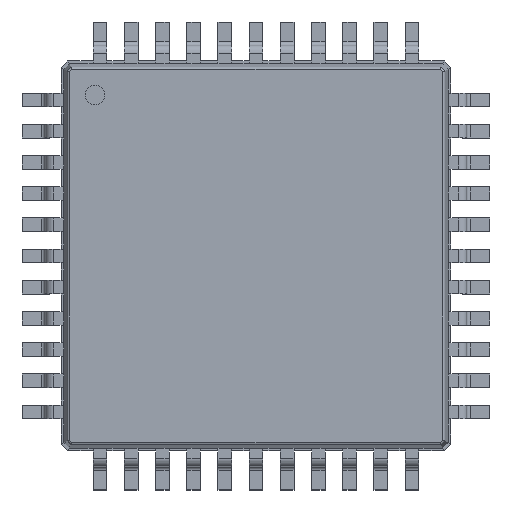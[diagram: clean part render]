
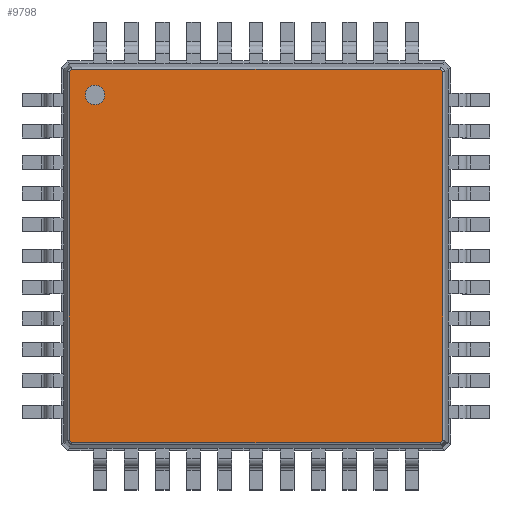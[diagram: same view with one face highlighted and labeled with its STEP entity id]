
A CAD part, top view. The second image highlights one B-rep face of the part: STEP entity #9798.
In plain terms, the highlighted planar face has unit normal (0, 0, 1).
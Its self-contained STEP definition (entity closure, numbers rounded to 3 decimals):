
#4760 = VERTEX_POINT('',#4761);
#4761 = CARTESIAN_POINT('',(4.724,-4.789,1.1));
#5051 = EDGE_CURVE('',#4760,#5052,#5054,.T.);
#5052 = VERTEX_POINT('',#5053);
#5053 = CARTESIAN_POINT('',(-4.724,-4.789,1.1));
#5054 = B_SPLINE_CURVE_WITH_KNOTS('',2,(#5055,#5056,#5057,#5058,#5059),
.UNSPECIFIED.,.F.,.F.,(3,1,1,3),(-0.505,-0.04,
9.52,9.984),.UNSPECIFIED.);
#5055 = CARTESIAN_POINT('',(5.244,-4.789,1.1));
#5056 = CARTESIAN_POINT('',(5.012,-4.789,1.1));
#5057 = CARTESIAN_POINT('',(0.,-4.789,1.1));
#5058 = CARTESIAN_POINT('',(-5.012,-4.789,1.1));
#5059 = CARTESIAN_POINT('',(-5.244,-4.789,1.1));
#9155 = EDGE_CURVE('',#5052,#9156,#9158,.T.);
#9156 = VERTEX_POINT('',#9157);
#9157 = CARTESIAN_POINT('',(-4.789,-4.724,1.1));
#9158 = B_SPLINE_CURVE_WITH_KNOTS('',2,(#9159,#9160,#9161,#9162,#9163),
.UNSPECIFIED.,.F.,.F.,(3,1,1,3),(-0.218,-0.04,
0.167,0.345),.UNSPECIFIED.);
#9159 = CARTESIAN_POINT('',(-4.557,-4.955,1.1));
#9160 = CARTESIAN_POINT('',(-4.62,-4.892,1.1));
#9161 = CARTESIAN_POINT('',(-4.756,-4.756,1.1));
#9162 = CARTESIAN_POINT('',(-4.892,-4.62,1.1));
#9163 = CARTESIAN_POINT('',(-4.955,-4.557,1.1));
#9476 = VERTEX_POINT('',#9477);
#9477 = CARTESIAN_POINT('',(4.789,-4.724,1.1));
#9773 = EDGE_CURVE('',#9476,#4760,#9774,.T.);
#9774 = B_SPLINE_CURVE_WITH_KNOTS('',2,(#9775,#9776,#9777,#9778,#9779),
.UNSPECIFIED.,.F.,.F.,(3,1,1,3),(-0.218,-0.04,
0.167,0.345),.UNSPECIFIED.);
#9775 = CARTESIAN_POINT('',(4.955,-4.557,1.1));
#9776 = CARTESIAN_POINT('',(4.892,-4.62,1.1));
#9777 = CARTESIAN_POINT('',(4.756,-4.756,1.1));
#9778 = CARTESIAN_POINT('',(4.62,-4.892,1.1));
#9779 = CARTESIAN_POINT('',(4.557,-4.955,1.1));
#9798 = ADVANCED_FACE('',(#9799,#9852),#9863,.T.);
#9799 = FACE_BOUND('',#9800,.T.);
#9800 = EDGE_LOOP('',(#9801,#9802,#9812,#9822,#9832,#9842,#9850,#9851));
#9801 = ORIENTED_EDGE('',*,*,#9773,.F.);
#9802 = ORIENTED_EDGE('',*,*,#9803,.F.);
#9803 = EDGE_CURVE('',#9804,#9476,#9806,.T.);
#9804 = VERTEX_POINT('',#9805);
#9805 = CARTESIAN_POINT('',(4.789,4.724,1.1));
#9806 = B_SPLINE_CURVE_WITH_KNOTS('',2,(#9807,#9808,#9809,#9810,#9811),
.UNSPECIFIED.,.F.,.F.,(3,1,1,3),(-0.505,-0.04,
9.52,9.984),.UNSPECIFIED.);
#9807 = CARTESIAN_POINT('',(4.789,5.244,1.1));
#9808 = CARTESIAN_POINT('',(4.789,5.012,1.1));
#9809 = CARTESIAN_POINT('',(4.789,0.,1.1));
#9810 = CARTESIAN_POINT('',(4.789,-5.012,1.1));
#9811 = CARTESIAN_POINT('',(4.789,-5.244,1.1));
#9812 = ORIENTED_EDGE('',*,*,#9813,.F.);
#9813 = EDGE_CURVE('',#9814,#9804,#9816,.T.);
#9814 = VERTEX_POINT('',#9815);
#9815 = CARTESIAN_POINT('',(4.724,4.789,1.1));
#9816 = B_SPLINE_CURVE_WITH_KNOTS('',2,(#9817,#9818,#9819,#9820,#9821),
.UNSPECIFIED.,.F.,.F.,(3,1,1,3),(-0.218,-0.04,
0.167,0.345),.UNSPECIFIED.);
#9817 = CARTESIAN_POINT('',(4.557,4.955,1.1));
#9818 = CARTESIAN_POINT('',(4.62,4.892,1.1));
#9819 = CARTESIAN_POINT('',(4.756,4.756,1.1));
#9820 = CARTESIAN_POINT('',(4.892,4.62,1.1));
#9821 = CARTESIAN_POINT('',(4.955,4.557,1.1));
#9822 = ORIENTED_EDGE('',*,*,#9823,.F.);
#9823 = EDGE_CURVE('',#9824,#9814,#9826,.T.);
#9824 = VERTEX_POINT('',#9825);
#9825 = CARTESIAN_POINT('',(-4.724,4.789,1.1));
#9826 = B_SPLINE_CURVE_WITH_KNOTS('',2,(#9827,#9828,#9829,#9830,#9831),
.UNSPECIFIED.,.F.,.F.,(3,1,1,3),(-0.505,-0.04,
9.52,9.984),.UNSPECIFIED.);
#9827 = CARTESIAN_POINT('',(-5.244,4.789,1.1));
#9828 = CARTESIAN_POINT('',(-5.012,4.789,1.1));
#9829 = CARTESIAN_POINT('',(0.,4.789,1.1));
#9830 = CARTESIAN_POINT('',(5.012,4.789,1.1));
#9831 = CARTESIAN_POINT('',(5.244,4.789,1.1));
#9832 = ORIENTED_EDGE('',*,*,#9833,.F.);
#9833 = EDGE_CURVE('',#9834,#9824,#9836,.T.);
#9834 = VERTEX_POINT('',#9835);
#9835 = CARTESIAN_POINT('',(-4.789,4.724,1.1));
#9836 = B_SPLINE_CURVE_WITH_KNOTS('',2,(#9837,#9838,#9839,#9840,#9841),
.UNSPECIFIED.,.F.,.F.,(3,1,1,3),(-0.218,-0.04,
0.167,0.345),.UNSPECIFIED.);
#9837 = CARTESIAN_POINT('',(-4.955,4.557,1.1));
#9838 = CARTESIAN_POINT('',(-4.892,4.62,1.1));
#9839 = CARTESIAN_POINT('',(-4.756,4.756,1.1));
#9840 = CARTESIAN_POINT('',(-4.62,4.892,1.1));
#9841 = CARTESIAN_POINT('',(-4.557,4.955,1.1));
#9842 = ORIENTED_EDGE('',*,*,#9843,.F.);
#9843 = EDGE_CURVE('',#9156,#9834,#9844,.T.);
#9844 = B_SPLINE_CURVE_WITH_KNOTS('',2,(#9845,#9846,#9847,#9848,#9849),
.UNSPECIFIED.,.F.,.F.,(3,1,1,3),(-0.505,-0.04,
9.52,9.984),.UNSPECIFIED.);
#9845 = CARTESIAN_POINT('',(-4.789,-5.244,1.1));
#9846 = CARTESIAN_POINT('',(-4.789,-5.012,1.1));
#9847 = CARTESIAN_POINT('',(-4.789,0.,1.1));
#9848 = CARTESIAN_POINT('',(-4.789,5.012,1.1));
#9849 = CARTESIAN_POINT('',(-4.789,5.244,1.1));
#9850 = ORIENTED_EDGE('',*,*,#9155,.F.);
#9851 = ORIENTED_EDGE('',*,*,#5051,.F.);
#9852 = FACE_BOUND('',#9853,.T.);
#9853 = EDGE_LOOP('',(#9854));
#9854 = ORIENTED_EDGE('',*,*,#9855,.F.);
#9855 = EDGE_CURVE('',#9856,#9856,#9858,.T.);
#9856 = VERTEX_POINT('',#9857);
#9857 = CARTESIAN_POINT('',(-4.129,3.879,1.1));
#9858 = CIRCLE('',#9859,0.25);
#9859 = AXIS2_PLACEMENT_3D('',#9860,#9861,#9862);
#9860 = CARTESIAN_POINT('',(-4.129,4.129,1.1));
#9861 = DIRECTION('',(0.,0.,1.));
#9862 = DIRECTION('',(0.,-1.,0.));
#9863 = PLANE('',#9864);
#9864 = AXIS2_PLACEMENT_3D('',#9865,#9866,#9867);
#9865 = CARTESIAN_POINT('',(-4.74,4.829,1.1));
#9866 = DIRECTION('',(0.,0.,1.));
#9867 = DIRECTION('',(0.7,-0.714,0.));
